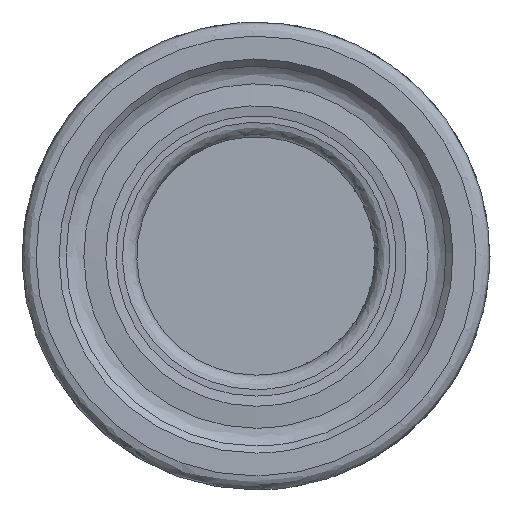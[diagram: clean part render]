
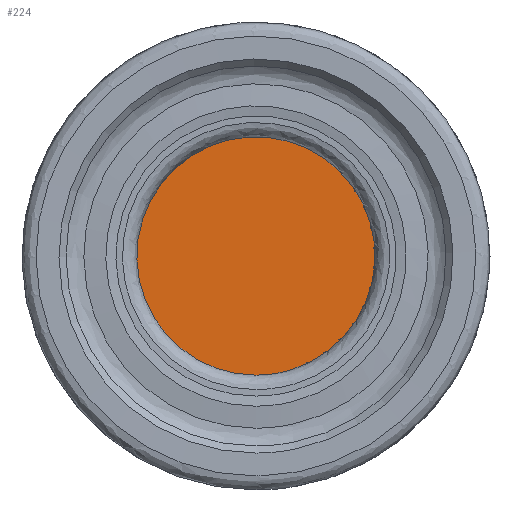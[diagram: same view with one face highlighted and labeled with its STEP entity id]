
A CAD part, left-side view. The second image highlights one B-rep face of the part: STEP entity #224.
In plain terms, the highlighted planar face has unit normal (-1, 0, 0).
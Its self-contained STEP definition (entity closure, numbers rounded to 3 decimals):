
#210=PLANE('',#544);
#212=FACE_OUTER_BOUND('',#325,.T.);
#224=ADVANCED_FACE('',(#212),#210,.F.);
#325=EDGE_LOOP('',(#387));
#387=ORIENTED_EDGE('',*,*,#475,.T.);
#444=VERTEX_POINT('',#720);
#475=EDGE_CURVE('',#444,#444,#506,.T.);
#506=CIRCLE('',#542,6.534);
#542=AXIS2_PLACEMENT_3D('',#719,#600,#601);
#544=AXIS2_PLACEMENT_3D('',#722,#604,#605);
#600=DIRECTION('',(-1.,0.,0.));
#601=DIRECTION('',(0.,0.,1.));
#604=DIRECTION('',(1.,0.,0.));
#605=DIRECTION('',(0.,0.,-1.));
#719=CARTESIAN_POINT('',(2.,0.,0.));
#720=CARTESIAN_POINT('',(2.,0.,6.534));
#722=CARTESIAN_POINT('',(2.,6.534,0.));
